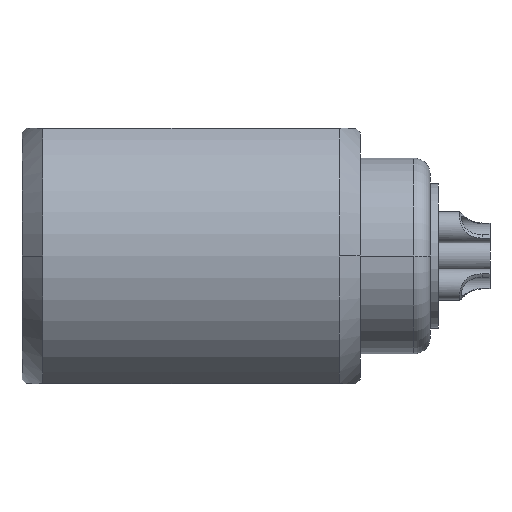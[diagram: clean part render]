
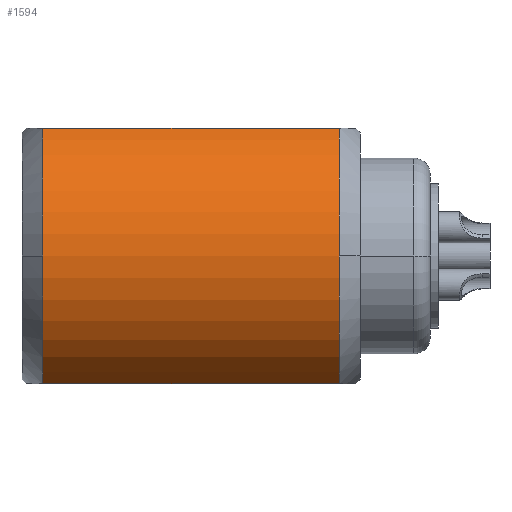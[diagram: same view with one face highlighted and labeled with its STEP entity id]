
A CAD part, front view. The second image highlights one B-rep face of the part: STEP entity #1594.
In plain terms, the highlighted cylindrical face has radius 7 mm (diameter 14 mm), a partial arc.
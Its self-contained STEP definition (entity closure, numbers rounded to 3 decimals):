
#266=CARTESIAN_POINT('',(0.,0.,0.));
#267=DIRECTION('',(-1.,0.,0.));
#268=DIRECTION('',(0.,-1.,0.));
#269=AXIS2_PLACEMENT_3D('',#266,#267,#268);
#271=CARTESIAN_POINT('',(0.,0.,0.));
#272=DIRECTION('',(-1.,0.,0.));
#273=DIRECTION('',(0.,-0.464,-0.886));
#274=AXIS2_PLACEMENT_3D('',#271,#272,#273);
#276=DIRECTION('',(1.,0.,0.));
#277=VECTOR('',#276,14.4);
#278=CARTESIAN_POINT('',(-14.4,-3.25,-6.2));
#279=LINE('',#278,#277);
#280=DIRECTION('',(1.,0.,0.));
#281=VECTOR('',#280,14.4);
#282=CARTESIAN_POINT('',(-14.4,-3.25,6.2));
#283=LINE('',#282,#281);
#293=CARTESIAN_POINT('',(-14.4,0.,0.));
#294=DIRECTION('',(1.,0.,0.));
#295=DIRECTION('',(0.,-0.464,0.886));
#296=AXIS2_PLACEMENT_3D('',#293,#294,#295);
#338=CARTESIAN_POINT('',(-14.4,0.,0.));
#339=DIRECTION('',(-1.,0.,0.));
#340=DIRECTION('',(0.,-0.464,-0.886));
#341=AXIS2_PLACEMENT_3D('',#338,#339,#340);
#1023=CARTESIAN_POINT('',(-14.4,-7.,0.));
#1025=VERTEX_POINT('',#1023);
#1031=CARTESIAN_POINT('',(-14.4,-3.25,6.2));
#1032=CARTESIAN_POINT('',(0.,-3.25,6.2));
#1033=VERTEX_POINT('',#1031);
#1034=VERTEX_POINT('',#1032);
#1035=CARTESIAN_POINT('',(-14.4,-3.25,-6.2));
#1036=CARTESIAN_POINT('',(0.,-3.25,-6.2));
#1037=VERTEX_POINT('',#1035);
#1038=VERTEX_POINT('',#1036);
#1059=CARTESIAN_POINT('',(0.,-7.,
0.));
#1060=VERTEX_POINT('',#1059);
#1577=CARTESIAN_POINT('',(-16.39,0.,0.));
#1578=DIRECTION('',(1.,0.,0.));
#1579=DIRECTION('',(0.,-1.,0.));
#1580=AXIS2_PLACEMENT_3D('',#1577,#1578,#1579);
#1581=CYLINDRICAL_SURFACE('',#1580,7.);
#1583=ORIENTED_EDGE('',*,*,#1582,.F.);
#1584=ORIENTED_EDGE('',*,*,#1511,.F.);
#1585=ORIENTED_EDGE('',*,*,#1535,.F.);
#1587=ORIENTED_EDGE('',*,*,#1586,.T.);
#1589=ORIENTED_EDGE('',*,*,#1588,.F.);
#1591=ORIENTED_EDGE('',*,*,#1590,.T.);
#1592=EDGE_LOOP('',(#1583,#1584,#1585,#1587,#1589,#1591));
#1593=FACE_OUTER_BOUND('',#1592,.F.);
#270=CIRCLE('',#269,7.);
#275=CIRCLE('',#274,7.);
#297=CIRCLE('',#296,7.);
#342=CIRCLE('',#341,7.);
#1511=EDGE_CURVE('',#1038,#1060,#275,.T.);
#1535=EDGE_CURVE('',#1037,#1038,#279,.T.);
#1582=EDGE_CURVE('',#1060,#1034,#270,.T.);
#1586=EDGE_CURVE('',#1037,#1025,#342,.T.);
#1588=EDGE_CURVE('',#1033,#1025,#297,.T.);
#1590=EDGE_CURVE('',#1033,#1034,#283,.T.);
#1594=ADVANCED_FACE('',(#1593),#1581,.T.);
